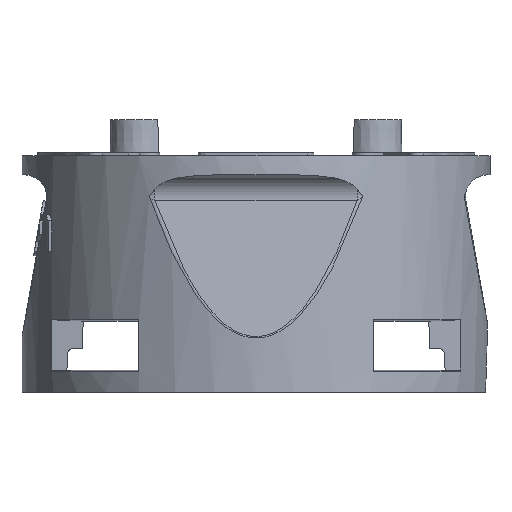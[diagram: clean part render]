
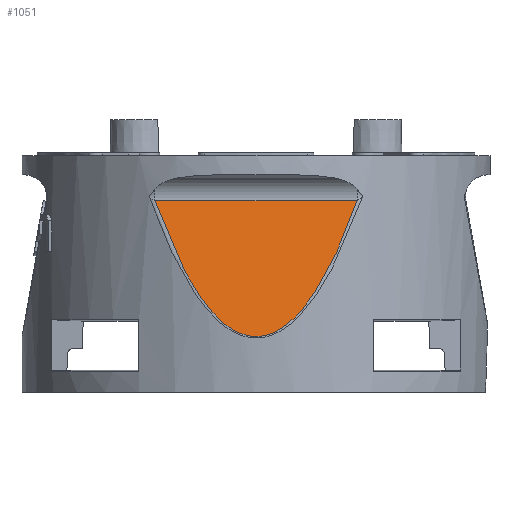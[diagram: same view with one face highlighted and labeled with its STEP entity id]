
A CAD part, front view. The second image highlights one B-rep face of the part: STEP entity #1051.
In plain terms, the highlighted planar face has unit normal (0, -0.985, 0.174).
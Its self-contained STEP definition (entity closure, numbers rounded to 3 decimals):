
#1051=ADVANCED_FACE('',(#2178),#2179,.T.);
#2178=FACE_OUTER_BOUND('',#4442,.T.);
#2179=PLANE('',#4443);
#4442=EDGE_LOOP('',(#7787,#7788));
#4443=AXIS2_PLACEMENT_3D('',#7789,#7790,#7791);
#7787=ORIENTED_EDGE('',*,*,#9530,.T.);
#7788=ORIENTED_EDGE('',*,*,#8654,.T.);
#7789=CARTESIAN_POINT('',(-21.391,-7.625,-1.639));
#7790=DIRECTION('',(0.,-0.985,0.174));
#7791=DIRECTION('',(0.,-0.174,-0.985));
#8654=EDGE_CURVE('',#10243,#10250,#10252,.F.);
#9530=EDGE_CURVE('',#10250,#10243,#11600,.T.);
#10243=VERTEX_POINT('',#12683);
#10250=VERTEX_POINT('',#12696);
#10252=LINE('',#12698,#12699);
#11600=ELLIPSE('',#14907,47.221,8.2);
#12683=CARTESIAN_POINT('',(3.676,-7.625,-1.639));
#12696=CARTESIAN_POINT('',(-3.676,-7.625,-1.639));
#12698=CARTESIAN_POINT('',(-3.989,-7.625,-1.639));
#12699=VECTOR('',#15866,1.0);
#14907=AXIS2_PLACEMENT_3D('',#16829,#16830,#16831);
#15866=DIRECTION('',(1.0,0.,0.));
#16829=CARTESIAN_POINT('',(0.,-0.295,39.929));
#16830=DIRECTION('',(0.,-0.985,0.174));
#16831=DIRECTION('',(0.,0.174,0.985));
